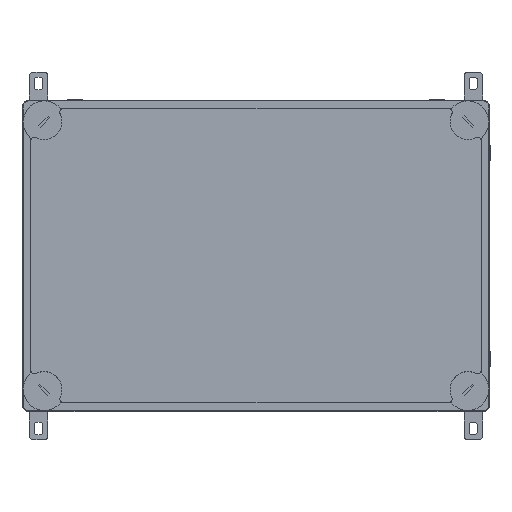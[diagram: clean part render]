
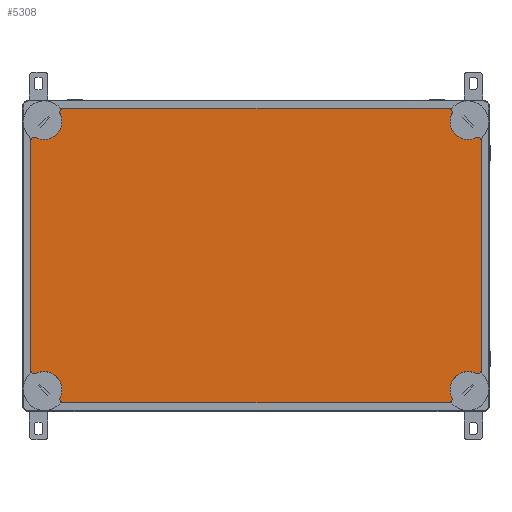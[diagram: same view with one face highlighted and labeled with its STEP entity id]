
A CAD part, top view. The second image highlights one B-rep face of the part: STEP entity #5308.
In plain terms, the highlighted planar face has unit normal (0, 0, 1).
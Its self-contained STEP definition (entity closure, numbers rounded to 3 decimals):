
#5308 = ADVANCED_FACE( '', ( #11304 ), #11305, .T. );
#11304 = FACE_OUTER_BOUND( '', #18170, .T. );
#11305 = PLANE( '', #18171 );
#18170 = EDGE_LOOP( '', ( #33870, #33871, #33872, #33873, #33874, #33875, #33876, #33877, #33878, #33879, #33880, #33881, #33882, #33883, #33884, #33885 ) );
#18171 = AXIS2_PLACEMENT_3D( '', #33886, #33887, #33888 );
#33870 = ORIENTED_EDGE( '', *, *, #42663, .F. );
#33871 = ORIENTED_EDGE( '', *, *, #38743, .T. );
#33872 = ORIENTED_EDGE( '', *, *, #38730, .T. );
#33873 = ORIENTED_EDGE( '', *, *, #42664, .T. );
#33874 = ORIENTED_EDGE( '', *, *, #42431, .F. );
#33875 = ORIENTED_EDGE( '', *, *, #42219, .T. );
#33876 = ORIENTED_EDGE( '', *, *, #41499, .T. );
#33877 = ORIENTED_EDGE( '', *, *, #41803, .T. );
#33878 = ORIENTED_EDGE( '', *, *, #41653, .F. );
#33879 = ORIENTED_EDGE( '', *, *, #37328, .T. );
#33880 = ORIENTED_EDGE( '', *, *, #37256, .T. );
#33881 = ORIENTED_EDGE( '', *, *, #42665, .T. );
#33882 = ORIENTED_EDGE( '', *, *, #38538, .F. );
#33883 = ORIENTED_EDGE( '', *, *, #39729, .T. );
#33884 = ORIENTED_EDGE( '', *, *, #42334, .T. );
#33885 = ORIENTED_EDGE( '', *, *, #39494, .T. );
#33886 = CARTESIAN_POINT( '', ( 4., 4., 105. ) );
#33887 = DIRECTION( '', ( 0., 0., 1. ) );
#33888 = DIRECTION( '', ( 1., 0., 0. ) );
#37256 = EDGE_CURVE( '', #44639, #44637, #44640, .T. );
#37328 = EDGE_CURVE( '', #44756, #44639, #44757, .T. );
#38538 = EDGE_CURVE( '', #46774, #46775, #46776, .T. );
#38730 = EDGE_CURVE( '', #47101, #47099, #47102, .T. );
#38743 = EDGE_CURVE( '', #47116, #47101, #47117, .T. );
#39494 = EDGE_CURVE( '', #48275, #48276, #48277, .T. );
#39729 = EDGE_CURVE( '', #46774, #48641, #48642, .T. );
#41499 = EDGE_CURVE( '', #51172, #51170, #51173, .T. );
#41653 = EDGE_CURVE( '', #44756, #51358, #51359, .T. );
#41803 = EDGE_CURVE( '', #51170, #51358, #51545, .T. );
#42219 = EDGE_CURVE( '', #52045, #51172, #52046, .T. );
#42334 = EDGE_CURVE( '', #48641, #48275, #52174, .T. );
#42431 = EDGE_CURVE( '', #52045, #52281, #52282, .T. );
#42663 = EDGE_CURVE( '', #47116, #48276, #52541, .T. );
#42664 = EDGE_CURVE( '', #47099, #52281, #52542, .T. );
#42665 = EDGE_CURVE( '', #44637, #46775, #52543, .T. );
#44637 = VERTEX_POINT( '', #54990 );
#44639 = VERTEX_POINT( '', #54993 );
#44640 = LINE( '', #54994, #54995 );
#44756 = VERTEX_POINT( '', #55159 );
#44757 = CIRCLE( '', #55160, 3. );
#46774 = VERTEX_POINT( '', #57815 );
#46775 = VERTEX_POINT( '', #57816 );
#46776 = CIRCLE( '', #57817, 14.5 );
#47099 = VERTEX_POINT( '', #58250 );
#47101 = VERTEX_POINT( '', #58253 );
#47102 = LINE( '', #58254, #58255 );
#47116 = VERTEX_POINT( '', #58272 );
#47117 = CIRCLE( '', #58273, 3. );
#48275 = VERTEX_POINT( '', #59815 );
#48276 = VERTEX_POINT( '', #59816 );
#48277 = CIRCLE( '', #59817, 3. );
#48641 = VERTEX_POINT( '', #60321 );
#48642 = CIRCLE( '', #60322, 3. );
#51170 = VERTEX_POINT( '', #63770 );
#51172 = VERTEX_POINT( '', #63773 );
#51173 = LINE( '', #63774, #63775 );
#51358 = VERTEX_POINT( '', #64030 );
#51359 = CIRCLE( '', #64031, 14.5 );
#51545 = CIRCLE( '', #64297, 3. );
#52045 = VERTEX_POINT( '', #64966 );
#52046 = CIRCLE( '', #64967, 3. );
#52174 = LINE( '', #65136, #65137 );
#52281 = VERTEX_POINT( '', #65277 );
#52282 = CIRCLE( '', #65278, 14.5 );
#52541 = CIRCLE( '', #65608, 14.5 );
#52542 = CIRCLE( '', #65609, 3. );
#52543 = CIRCLE( '', #65610, 3. );
#54990 = CARTESIAN_POINT( '', ( 367., 215.689, 105. ) );
#54993 = CARTESIAN_POINT( '', ( 367., 32.311, 105. ) );
#54994 = CARTESIAN_POINT( '', ( 367., 29.971, 105. ) );
#54995 = VECTOR( '', #67329, 1000. );
#55159 = CARTESIAN_POINT( '', ( 362.714, 29.601, 105. ) );
#55160 = AXIS2_PLACEMENT_3D( '', #67399, #67400, #67401 );
#57815 = CARTESIAN_POINT( '', ( 343.399, 237.714, 105. ) );
#57816 = CARTESIAN_POINT( '', ( 362.714, 218.399, 105. ) );
#57817 = AXIS2_PLACEMENT_3D( '', #69058, #69059, #69060 );
#58250 = CARTESIAN_POINT( '', ( 6., 32.311, 105. ) );
#58253 = CARTESIAN_POINT( '', ( 6., 215.689, 105. ) );
#58254 = CARTESIAN_POINT( '', ( 6., 218.029, 105. ) );
#58255 = VECTOR( '', #69307, 1000. );
#58272 = CARTESIAN_POINT( '', ( 10.286, 218.399, 105. ) );
#58273 = AXIS2_PLACEMENT_3D( '', #69323, #69324, #69325 );
#59815 = CARTESIAN_POINT( '', ( 32.311, 242., 105. ) );
#59816 = CARTESIAN_POINT( '', ( 29.601, 237.714, 105. ) );
#59817 = AXIS2_PLACEMENT_3D( '', #70258, #70259, #70260 );
#60321 = CARTESIAN_POINT( '', ( 340.689, 242., 105. ) );
#60322 = AXIS2_PLACEMENT_3D( '', #70531, #70532, #70533 );
#63770 = CARTESIAN_POINT( '', ( 340.689, 6., 105. ) );
#63773 = CARTESIAN_POINT( '', ( 32.311, 6., 105. ) );
#63774 = CARTESIAN_POINT( '', ( 29.953, 6., 105. ) );
#63775 = VECTOR( '', #72815, 1000. );
#64030 = CARTESIAN_POINT( '', ( 343.399, 10.286, 105. ) );
#64031 = AXIS2_PLACEMENT_3D( '', #72959, #72960, #72961 );
#64297 = AXIS2_PLACEMENT_3D( '', #73108, #73109, #73110 );
#64966 = CARTESIAN_POINT( '', ( 29.601, 10.286, 105. ) );
#64967 = AXIS2_PLACEMENT_3D( '', #73487, #73488, #73489 );
#65136 = CARTESIAN_POINT( '', ( 343.047, 242., 105. ) );
#65137 = VECTOR( '', #73579, 1000. );
#65277 = CARTESIAN_POINT( '', ( 10.286, 29.601, 105. ) );
#65278 = AXIS2_PLACEMENT_3D( '', #73655, #73656, #73657 );
#65608 = AXIS2_PLACEMENT_3D( '', #73817, #73818, #73819 );
#65609 = AXIS2_PLACEMENT_3D( '', #73820, #73821, #73822 );
#65610 = AXIS2_PLACEMENT_3D( '', #73823, #73824, #73825 );
#67329 = DIRECTION( '', ( 0., 1., 0. ) );
#67399 = CARTESIAN_POINT( '', ( 364., 32.311, 105. ) );
#67400 = DIRECTION( '', ( 0., 0., 1. ) );
#67401 = DIRECTION( '', ( 1., 0., 0. ) );
#69058 = CARTESIAN_POINT( '', ( 356.5, 231.5, 105. ) );
#69059 = DIRECTION( '', ( 0., 0., 1. ) );
#69060 = DIRECTION( '', ( 1., 0., 0. ) );
#69307 = DIRECTION( '', ( 0., -1., 0. ) );
#69323 = CARTESIAN_POINT( '', ( 9., 215.689, 105. ) );
#69324 = DIRECTION( '', ( 0., 0., 1. ) );
#69325 = DIRECTION( '', ( 1., 0., 0. ) );
#70258 = CARTESIAN_POINT( '', ( 32.311, 239., 105. ) );
#70259 = DIRECTION( '', ( 0., 0., 1. ) );
#70260 = DIRECTION( '', ( 1., 0., 0. ) );
#70531 = CARTESIAN_POINT( '', ( 340.689, 239., 105. ) );
#70532 = DIRECTION( '', ( 0., 0., 1. ) );
#70533 = DIRECTION( '', ( 1., 0., 0. ) );
#72815 = DIRECTION( '', ( 1., 0., 0. ) );
#72959 = CARTESIAN_POINT( '', ( 356.5, 16.5, 105. ) );
#72960 = DIRECTION( '', ( 0., 0., 1. ) );
#72961 = DIRECTION( '', ( 1., 0., 0. ) );
#73108 = CARTESIAN_POINT( '', ( 340.689, 9., 105. ) );
#73109 = DIRECTION( '', ( 0., 0., 1. ) );
#73110 = DIRECTION( '', ( 1., 0., 0. ) );
#73487 = CARTESIAN_POINT( '', ( 32.311, 9., 105. ) );
#73488 = DIRECTION( '', ( 0., 0., 1. ) );
#73489 = DIRECTION( '', ( 1., 0., 0. ) );
#73579 = DIRECTION( '', ( -1., 0., 0. ) );
#73655 = CARTESIAN_POINT( '', ( 16.5, 16.5, 105. ) );
#73656 = DIRECTION( '', ( 0., 0., 1. ) );
#73657 = DIRECTION( '', ( 1., 0., 0. ) );
#73817 = CARTESIAN_POINT( '', ( 16.5, 231.5, 105. ) );
#73818 = DIRECTION( '', ( 0., 0., 1. ) );
#73819 = DIRECTION( '', ( 1., 0., 0. ) );
#73820 = CARTESIAN_POINT( '', ( 9., 32.311, 105. ) );
#73821 = DIRECTION( '', ( 0., 0., 1. ) );
#73822 = DIRECTION( '', ( 1., 0., 0. ) );
#73823 = CARTESIAN_POINT( '', ( 364., 215.689, 105. ) );
#73824 = DIRECTION( '', ( 0., 0., 1. ) );
#73825 = DIRECTION( '', ( 1., 0., 0. ) );
